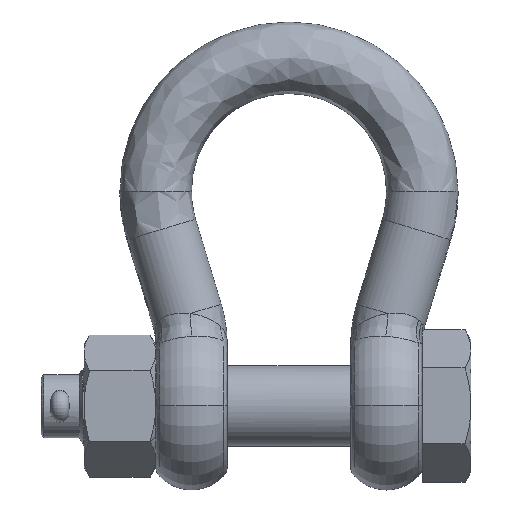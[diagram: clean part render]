
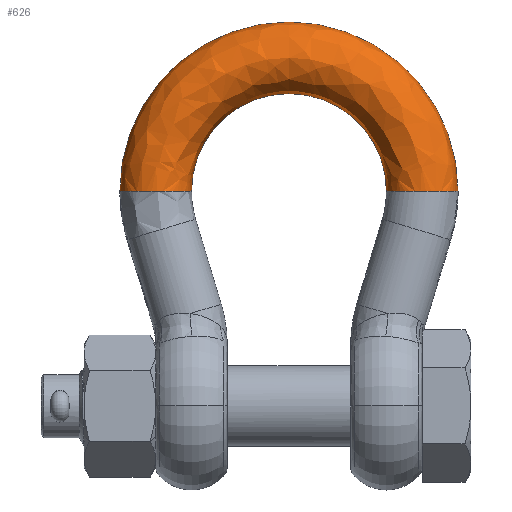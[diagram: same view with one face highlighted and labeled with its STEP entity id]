
A CAD part, top view. The second image highlights one B-rep face of the part: STEP entity #626.
In plain terms, the highlighted free-form (B-spline) face has degree [3, 3] with [4, 4] control points.
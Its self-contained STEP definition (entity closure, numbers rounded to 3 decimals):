
#626=ADVANCED_FACE('NONE',(#1903),#1904,.F.);
#1903=FACE_OUTER_BOUND('',#9801,.T.);
#1904=(B_SPLINE_SURFACE(3,3,((#9803,#9804,#9805,#9806),(#9807,#9808,#9809,#9810),(#9811,#9812,#9813,#9814),(#9815,#9816,#9817,#9818)),.UNSPECIFIED.,.F.,.F.,.F.)B_SPLINE_SURFACE_WITH_KNOTS((4,4),(4,4),(0.0,1.0),(0.0,1.0),.UNSPECIFIED.)RATIONAL_B_SPLINE_SURFACE(((1.0,0.333,0.333,1.0),(0.333,0.111,0.111,0.333),(0.333,0.111,0.111,0.333),(1.0,0.333,0.333,1.0)))BOUNDED_SURFACE()REPRESENTATION_ITEM('')GEOMETRIC_REPRESENTATION_ITEM()SURFACE());
#9801=EDGE_LOOP('',(#17816,#17817,#17818,#17819));
#9803=CARTESIAN_POINT('',(-34.005,75.0,0.));
#9804=CARTESIAN_POINT('',(-34.005,143.01,0.));
#9805=CARTESIAN_POINT('',(34.005,143.01,0.));
#9806=CARTESIAN_POINT('',(34.005,75.0,0.));
#9807=CARTESIAN_POINT('',(-34.005,75.0,24.99));
#9808=CARTESIAN_POINT('',(-34.005,143.01,24.99));
#9809=CARTESIAN_POINT('',(34.005,143.01,24.99));
#9810=CARTESIAN_POINT('',(34.005,75.0,24.99));
#9811=CARTESIAN_POINT('',(-58.995,75.0,24.99));
#9812=CARTESIAN_POINT('',(-58.995,192.99,24.99));
#9813=CARTESIAN_POINT('',(58.995,192.99,24.99));
#9814=CARTESIAN_POINT('',(58.995,75.0,24.99));
#9815=CARTESIAN_POINT('',(-58.995,75.0,0.));
#9816=CARTESIAN_POINT('',(-58.995,192.99,0.));
#9817=CARTESIAN_POINT('',(58.995,192.99,0.));
#9818=CARTESIAN_POINT('',(58.995,75.0,0.));
#17816=ORIENTED_EDGE('',*,*,#20741,.F.);
#17817=ORIENTED_EDGE('',*,*,#20767,.F.);
#17818=ORIENTED_EDGE('',*,*,#20768,.T.);
#17819=ORIENTED_EDGE('',*,*,#20765,.F.);
#20741=EDGE_CURVE('NONE',#23739,#23738,#23741,.T.);
#20765=EDGE_CURVE('NONE',#23738,#23784,#23785,.T.);
#20767=EDGE_CURVE('NONE',#23786,#23739,#23788,.T.);
#20768=EDGE_CURVE('NONE',#23786,#23784,#23789,.T.);
#23738=VERTEX_POINT('NONE',#33220);
#23739=VERTEX_POINT('NONE',#33221);
#23741=B_SPLINE_CURVE_WITH_KNOTS('',3,(#33269,#33270,#33271,#33272,#33273,#33274,#33275,#33276,#33277,#33278,#33279,#33280,#33281,#33282,#33283,#33284,#33285,#33286,#33287,#33288,#33289,#33290,#33291,#33292,#33293,#33294,#33295,#33296,#33297,#33298,#33299,#33300,#33301,#33302,#33303,#33304,#33305,#33306,#33307,#33308,#33309,#33310,#33311,#33312,#33313,#33314,#33315),.UNSPECIFIED.,.F.,.F.,(4,2,2,2,2,2,2,2,2,1,2,2,2,2,2,2,2,2,2,2,2,2,2,4),(0.,0.002,0.004,0.005,0.007,0.009,0.01,0.012,0.013,0.015,0.016,0.017,0.02,0.021,0.022,0.024,0.026,0.027,0.029,0.032,0.033,0.034,0.037,0.039),.UNSPECIFIED.);
#23784=VERTEX_POINT('NONE',#33481);
#23785=CIRCLE('',#33482,58.995);
#23786=VERTEX_POINT('NONE',#33483);
#23788=CIRCLE('',#33531,34.005);
#23789=B_SPLINE_CURVE_WITH_KNOTS('',3,(#33532,#33533,#33534,#33535,#33536,#33537,#33538,#33539,#33540,#33541,#33542,#33543,#33544,#33545,#33546,#33547,#33548,#33549,#33550,#33551,#33552,#33553,#33554,#33555,#33556,#33557,#33558,#33559,#33560,#33561,#33562,#33563,#33564,#33565,#33566,#33567,#33568,#33569,#33570,#33571,#33572,#33573,#33574,#33575,#33576,#33577,#33578),.UNSPECIFIED.,.F.,.F.,(4,2,2,2,2,2,2,2,2,1,2,2,2,2,2,2,2,2,2,2,2,2,2,4),(0.0,0.002,0.004,0.005,0.007,0.009,0.01,0.012,0.013,0.015,0.016,0.017,0.02,0.021,0.022,0.024,0.026,0.027,0.029,0.032,0.033,0.034,0.037,0.039),.UNSPECIFIED.);
#33220=CARTESIAN_POINT('',(-58.995,75.0,0.));
#33221=CARTESIAN_POINT('',(-34.005,75.0,0.));
#33269=CARTESIAN_POINT('',(-34.005,75.0,0.));
#33270=CARTESIAN_POINT('',(-34.005,75.0,0.825));
#33271=CARTESIAN_POINT('',(-34.086,75.0,1.637));
#33272=CARTESIAN_POINT('',(-34.324,75.0,2.835));
#33273=CARTESIAN_POINT('',(-34.423,75.0,3.23));
#33274=CARTESIAN_POINT('',(-34.661,75.0,4.015));
#33275=CARTESIAN_POINT('',(-34.8,75.0,4.405));
#33276=CARTESIAN_POINT('',(-35.271,75.0,5.54));
#33277=CARTESIAN_POINT('',(-35.654,75.0,6.258));
#33278=CARTESIAN_POINT('',(-36.334,75.0,7.277));
#33279=CARTESIAN_POINT('',(-36.579,75.0,7.607));
#33280=CARTESIAN_POINT('',(-37.102,75.0,8.244));
#33281=CARTESIAN_POINT('',(-37.377,75.0,8.547));
#33282=CARTESIAN_POINT('',(-38.241,75.0,9.412));
#33283=CARTESIAN_POINT('',(-38.87,75.0,9.929));
#33284=CARTESIAN_POINT('',(-39.894,75.0,10.614));
#33285=CARTESIAN_POINT('',(-40.249,75.0,10.827));
#33286=CARTESIAN_POINT('',(-40.971,75.0,11.212));
#33287=CARTESIAN_POINT('',(-41.707,75.0,11.561));
#33288=CARTESIAN_POINT('',(-42.474,75.0,11.836));
#33289=CARTESIAN_POINT('',(-43.256,75.0,12.073));
#33290=CARTESIAN_POINT('',(-43.657,75.0,12.174));
#33291=CARTESIAN_POINT('',(-44.866,75.0,12.415));
#33292=CARTESIAN_POINT('',(-45.677,75.0,12.494));
#33293=CARTESIAN_POINT('',(-46.899,75.0,12.495));
#33294=CARTESIAN_POINT('',(-47.307,75.0,12.476));
#33295=CARTESIAN_POINT('',(-48.126,75.0,12.396));
#33296=CARTESIAN_POINT('',(-48.535,75.0,12.335));
#33297=CARTESIAN_POINT('',(-49.736,75.0,12.096));
#33298=CARTESIAN_POINT('',(-50.515,75.0,11.861));
#33299=CARTESIAN_POINT('',(-51.65,75.0,11.392));
#33300=CARTESIAN_POINT('',(-52.024,75.0,11.215));
#33301=CARTESIAN_POINT('',(-52.748,75.0,10.828));
#33302=CARTESIAN_POINT('',(-53.098,75.0,10.618));
#33303=CARTESIAN_POINT('',(-54.114,75.0,9.94));
#33304=CARTESIAN_POINT('',(-54.745,75.0,9.424));
#33305=CARTESIAN_POINT('',(-55.912,75.0,8.259));
#33306=CARTESIAN_POINT('',(-56.431,75.0,7.627));
#33307=CARTESIAN_POINT('',(-57.11,75.0,6.612));
#33308=CARTESIAN_POINT('',(-57.32,75.0,6.263));
#33309=CARTESIAN_POINT('',(-57.707,75.0,5.54));
#33310=CARTESIAN_POINT('',(-57.884,75.0,5.166));
#33311=CARTESIAN_POINT('',(-58.355,75.0,4.031));
#33312=CARTESIAN_POINT('',(-58.592,75.,3.252));
#33313=CARTESIAN_POINT('',(-58.912,75.0,1.651));
#33314=CARTESIAN_POINT('',(-58.995,75.0,0.825));
#33315=CARTESIAN_POINT('',(-58.995,75.0,0.));
#33481=CARTESIAN_POINT('',(58.995,75.0,0.));
#33482=AXIS2_PLACEMENT_3D('',#38692,#38693,#38694);
#33483=CARTESIAN_POINT('',(34.005,75.0,0.));
#33531=AXIS2_PLACEMENT_3D('',#38695,#38696,#38697);
#33532=CARTESIAN_POINT('',(34.005,75.0,0.));
#33533=CARTESIAN_POINT('',(34.005,75.0,0.825));
#33534=CARTESIAN_POINT('',(34.086,75.0,1.637));
#33535=CARTESIAN_POINT('',(34.324,75.0,2.835));
#33536=CARTESIAN_POINT('',(34.423,75.0,3.23));
#33537=CARTESIAN_POINT('',(34.661,75.0,4.015));
#33538=CARTESIAN_POINT('',(34.8,75.0,4.405));
#33539=CARTESIAN_POINT('',(35.271,75.0,5.54));
#33540=CARTESIAN_POINT('',(35.654,75.0,6.258));
#33541=CARTESIAN_POINT('',(36.334,75.0,7.277));
#33542=CARTESIAN_POINT('',(36.579,75.,7.607));
#33543=CARTESIAN_POINT('',(37.102,75.,8.244));
#33544=CARTESIAN_POINT('',(37.377,75.,8.547));
#33545=CARTESIAN_POINT('',(38.241,75.0,9.412));
#33546=CARTESIAN_POINT('',(38.87,75.0,9.929));
#33547=CARTESIAN_POINT('',(39.894,75.0,10.614));
#33548=CARTESIAN_POINT('',(40.249,75.0,10.827));
#33549=CARTESIAN_POINT('',(40.971,75.0,11.212));
#33550=CARTESIAN_POINT('',(41.707,75.0,11.561));
#33551=CARTESIAN_POINT('',(42.474,75.0,11.836));
#33552=CARTESIAN_POINT('',(43.256,75.0,12.073));
#33553=CARTESIAN_POINT('',(43.657,75.0,12.174));
#33554=CARTESIAN_POINT('',(44.866,75.0,12.415));
#33555=CARTESIAN_POINT('',(45.677,75.0,12.494));
#33556=CARTESIAN_POINT('',(46.899,75.0,12.495));
#33557=CARTESIAN_POINT('',(47.307,75.0,12.476));
#33558=CARTESIAN_POINT('',(48.126,75.0,12.396));
#33559=CARTESIAN_POINT('',(48.535,75.0,12.335));
#33560=CARTESIAN_POINT('',(49.736,75.,12.096));
#33561=CARTESIAN_POINT('',(50.515,75.0,11.861));
#33562=CARTESIAN_POINT('',(51.65,75.0,11.392));
#33563=CARTESIAN_POINT('',(52.024,75.0,11.215));
#33564=CARTESIAN_POINT('',(52.748,75.0,10.828));
#33565=CARTESIAN_POINT('',(53.098,75.0,10.618));
#33566=CARTESIAN_POINT('',(54.114,75.0,9.94));
#33567=CARTESIAN_POINT('',(54.745,75.0,9.424));
#33568=CARTESIAN_POINT('',(55.912,75.,8.259));
#33569=CARTESIAN_POINT('',(56.431,75.0,7.627));
#33570=CARTESIAN_POINT('',(57.11,75.,6.612));
#33571=CARTESIAN_POINT('',(57.32,75.0,6.263));
#33572=CARTESIAN_POINT('',(57.707,75.0,5.54));
#33573=CARTESIAN_POINT('',(57.884,75.0,5.166));
#33574=CARTESIAN_POINT('',(58.355,75.0,4.031));
#33575=CARTESIAN_POINT('',(58.592,75.0,3.252));
#33576=CARTESIAN_POINT('',(58.912,75.0,1.651));
#33577=CARTESIAN_POINT('',(58.995,75.0,0.825));
#33578=CARTESIAN_POINT('',(58.995,75.0,0.));
#38692=CARTESIAN_POINT('',(0.0,75.0,0.));
#38693=DIRECTION('',(0.0,0.0,-1.0));
#38694=DIRECTION('',(-1.0,0.0,0.0));
#38695=CARTESIAN_POINT('',(0.0,75.0,0.));
#38696=DIRECTION('',(0.0,0.0,1.0));
#38697=DIRECTION('',(-1.0,0.0,0.0));
